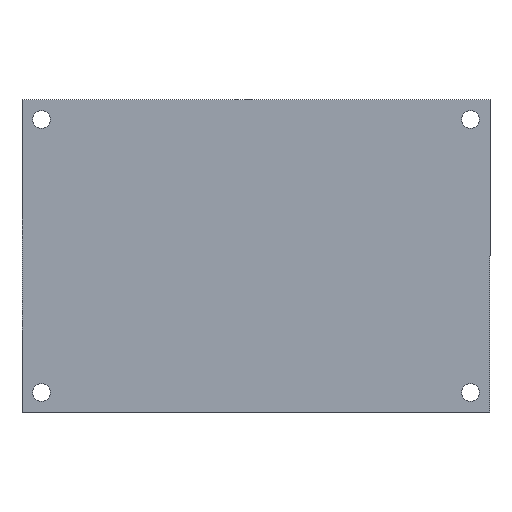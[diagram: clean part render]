
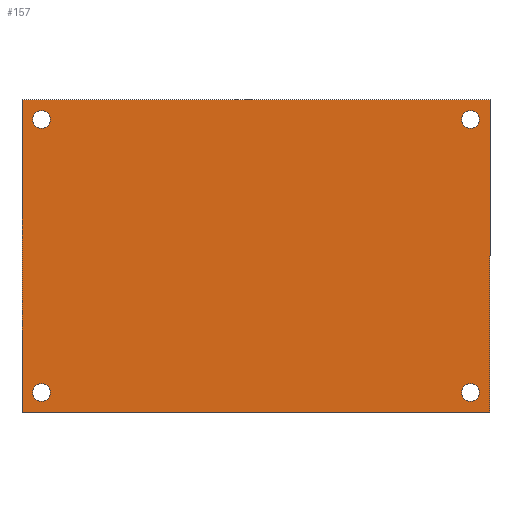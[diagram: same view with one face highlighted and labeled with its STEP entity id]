
A CAD part, front view. The second image highlights one B-rep face of the part: STEP entity #157.
In plain terms, the highlighted planar face has unit normal (0, -1, 0).
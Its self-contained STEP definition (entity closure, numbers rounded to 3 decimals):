
#9 = ORIENTED_EDGE ( 'NONE', *, *, #263, .T. ) ;
#12 = EDGE_CURVE ( 'NONE', #327, #255, #19, .T. ) ;
#15 = ORIENTED_EDGE ( 'NONE', *, *, #271, .F. ) ;
#19 = CIRCLE ( 'NONE', #459, 1.14 ) ;
#20 = AXIS2_PLACEMENT_3D ( 'NONE', #253, #136, #442 ) ;
#25 = CARTESIAN_POINT ( 'NONE',  ( 27.5, 0., 8.64 ) ) ;
#28 = LINE ( 'NONE', #385, #262 ) ;
#36 = DIRECTION ( 'NONE',  ( -1., 0., 0. ) ) ;
#43 = CARTESIAN_POINT ( 'NONE',  ( -30., 0., 10. ) ) ;
#45 = DIRECTION ( 'NONE',  ( 0., 0., 1. ) ) ;
#46 = ORIENTED_EDGE ( 'NONE', *, *, #167, .T. ) ;
#47 = DIRECTION ( 'NONE',  ( 0., 1., 0. ) ) ;
#48 = VERTEX_POINT ( 'NONE', #25 ) ;
#55 = CARTESIAN_POINT ( 'NONE',  ( 27.5, 0., 7.5 ) ) ;
#59 = CIRCLE ( 'NONE', #372, 1.14 ) ;
#60 = DIRECTION ( 'NONE',  ( 0., 1., 0. ) ) ;
#68 = DIRECTION ( 'NONE',  ( 0., 1., 0. ) ) ;
#69 = CARTESIAN_POINT ( 'NONE',  ( -27.5, 0., 7.5 ) ) ;
#72 = DIRECTION ( 'NONE',  ( 0., 1., 0. ) ) ;
#75 = LINE ( 'NONE', #375, #176 ) ;
#87 = VERTEX_POINT ( 'NONE', #303 ) ;
#88 = CARTESIAN_POINT ( 'NONE',  ( -27.5, 0., -27.5 ) ) ;
#89 = EDGE_CURVE ( 'NONE', #48, #472, #161, .T. ) ;
#98 = CARTESIAN_POINT ( 'NONE',  ( -27.5, 0., -28.64 ) ) ;
#101 = LINE ( 'NONE', #366, #170 ) ;
#117 = EDGE_CURVE ( 'NONE', #434, #251, #75, .T. ) ;
#127 = AXIS2_PLACEMENT_3D ( 'NONE', #69, #72, #270 ) ;
#129 = ORIENTED_EDGE ( 'NONE', *, *, #89, .T. ) ;
#130 = EDGE_LOOP ( 'NONE', ( #405, #15, #190, #207 ) ) ;
#133 = FACE_BOUND ( 'NONE', #168, .T. ) ;
#136 = DIRECTION ( 'NONE',  ( 0., 1., 0. ) ) ;
#139 = DIRECTION ( 'NONE',  ( 0., 0., 1. ) ) ;
#146 = CARTESIAN_POINT ( 'NONE',  ( 27.5, 0., -28.64 ) ) ;
#153 = EDGE_CURVE ( 'NONE', #255, #327, #204, .T. ) ;
#157 = ADVANCED_FACE ( 'NONE', ( #217, #289, #377, #133, #329 ), #418, .T. ) ;
#161 = CIRCLE ( 'NONE', #230, 1.14 ) ;
#162 = EDGE_LOOP ( 'NONE', ( #210, #408 ) ) ;
#167 = EDGE_CURVE ( 'NONE', #472, #48, #313, .T. ) ;
#168 = EDGE_LOOP ( 'NONE', ( #46, #129 ) ) ;
#170 = VECTOR ( 'NONE', #256, 1000. ) ;
#171 = CIRCLE ( 'NONE', #127, 1.14 ) ;
#176 = VECTOR ( 'NONE', #228, 1000. ) ;
#177 = ORIENTED_EDGE ( 'NONE', *, *, #461, .T. ) ;
#179 = EDGE_LOOP ( 'NONE', ( #286, #9 ) ) ;
#182 = EDGE_CURVE ( 'NONE', #346, #249, #101, .T. ) ;
#187 = CARTESIAN_POINT ( 'NONE',  ( 27.5, 0., -27.5 ) ) ;
#190 = ORIENTED_EDGE ( 'NONE', *, *, #117, .F. ) ;
#203 = CARTESIAN_POINT ( 'NONE',  ( 27.5, 0., -26.36 ) ) ;
#204 = CIRCLE ( 'NONE', #239, 1.14 ) ;
#207 = ORIENTED_EDGE ( 'NONE', *, *, #344, .F. ) ;
#210 = ORIENTED_EDGE ( 'NONE', *, *, #12, .T. ) ;
#216 = VERTEX_POINT ( 'NONE', #290 ) ;
#217 = FACE_BOUND ( 'NONE', #365, .T. ) ;
#224 = CARTESIAN_POINT ( 'NONE',  ( 27.5, 0., 6.36 ) ) ;
#228 = DIRECTION ( 'NONE',  ( 0., 0., -1. ) ) ;
#230 = AXIS2_PLACEMENT_3D ( 'NONE', #496, #60, #452 ) ;
#232 = EDGE_CURVE ( 'NONE', #318, #237, #280, .T. ) ;
#237 = VERTEX_POINT ( 'NONE', #98 ) ;
#239 = AXIS2_PLACEMENT_3D ( 'NONE', #409, #68, #260 ) ;
#249 = VERTEX_POINT ( 'NONE', #43 ) ;
#251 = VERTEX_POINT ( 'NONE', #463 ) ;
#253 = CARTESIAN_POINT ( 'NONE',  ( -27.5, 0., -27.5 ) ) ;
#255 = VERTEX_POINT ( 'NONE', #203 ) ;
#256 = DIRECTION ( 'NONE',  ( 0., 0., 1. ) ) ;
#257 = CARTESIAN_POINT ( 'NONE',  ( -30., 0., -30. ) ) ;
#260 = DIRECTION ( 'NONE',  ( 0., 0., 1. ) ) ;
#262 = VECTOR ( 'NONE', #307, 1000. ) ;
#263 = EDGE_CURVE ( 'NONE', #216, #87, #59, .T. ) ;
#270 = DIRECTION ( 'NONE',  ( 0., 0., 1. ) ) ;
#271 = EDGE_CURVE ( 'NONE', #251, #346, #304, .T. ) ;
#280 = CIRCLE ( 'NONE', #20, 1.14 ) ;
#286 = ORIENTED_EDGE ( 'NONE', *, *, #300, .T. ) ;
#287 = DIRECTION ( 'NONE',  ( 0., 0., 1. ) ) ;
#289 = FACE_BOUND ( 'NONE', #162, .T. ) ;
#290 = CARTESIAN_POINT ( 'NONE',  ( -27.5, 0., 8.64 ) ) ;
#299 = CARTESIAN_POINT ( 'NONE',  ( 0., 0., -30. ) ) ;
#300 = EDGE_CURVE ( 'NONE', #87, #216, #171, .T. ) ;
#303 = CARTESIAN_POINT ( 'NONE',  ( -27.5, 0., 6.36 ) ) ;
#304 = LINE ( 'NONE', #299, #498 ) ;
#307 = DIRECTION ( 'NONE',  ( 1., 0., 0. ) ) ;
#311 = AXIS2_PLACEMENT_3D ( 'NONE', #445, #488, #368 ) ;
#313 = CIRCLE ( 'NONE', #433, 1.14 ) ;
#318 = VERTEX_POINT ( 'NONE', #347 ) ;
#325 = CIRCLE ( 'NONE', #391, 1.14 ) ;
#327 = VERTEX_POINT ( 'NONE', #146 ) ;
#329 = FACE_BOUND ( 'NONE', #179, .T. ) ;
#331 = ORIENTED_EDGE ( 'NONE', *, *, #232, .T. ) ;
#344 = EDGE_CURVE ( 'NONE', #249, #434, #28, .T. ) ;
#346 = VERTEX_POINT ( 'NONE', #257 ) ;
#347 = CARTESIAN_POINT ( 'NONE',  ( -27.5, 0., -26.36 ) ) ;
#365 = EDGE_LOOP ( 'NONE', ( #177, #331 ) ) ;
#366 = CARTESIAN_POINT ( 'NONE',  ( -30., 0., 10. ) ) ;
#368 = DIRECTION ( 'NONE',  ( 0., 0., -1. ) ) ;
#372 = AXIS2_PLACEMENT_3D ( 'NONE', #382, #497, #425 ) ;
#375 = CARTESIAN_POINT ( 'NONE',  ( 30., 0., -30. ) ) ;
#377 = FACE_OUTER_BOUND ( 'NONE', #130, .T. ) ;
#382 = CARTESIAN_POINT ( 'NONE',  ( -27.5, 0., 7.5 ) ) ;
#385 = CARTESIAN_POINT ( 'NONE',  ( 30., 0., 10. ) ) ;
#391 = AXIS2_PLACEMENT_3D ( 'NONE', #88, #47, #45 ) ;
#405 = ORIENTED_EDGE ( 'NONE', *, *, #182, .F. ) ;
#408 = ORIENTED_EDGE ( 'NONE', *, *, #153, .T. ) ;
#409 = CARTESIAN_POINT ( 'NONE',  ( 27.5, 0., -27.5 ) ) ;
#418 = PLANE ( 'NONE',  #311 ) ;
#425 = DIRECTION ( 'NONE',  ( 0., 0., 1. ) ) ;
#433 = AXIS2_PLACEMENT_3D ( 'NONE', #55, #478, #287 ) ;
#434 = VERTEX_POINT ( 'NONE', #473 ) ;
#442 = DIRECTION ( 'NONE',  ( 0., 0., 1. ) ) ;
#445 = CARTESIAN_POINT ( 'NONE',  ( 0., 0., 0. ) ) ;
#452 = DIRECTION ( 'NONE',  ( 0., 0., 1. ) ) ;
#459 = AXIS2_PLACEMENT_3D ( 'NONE', #187, #493, #139 ) ;
#461 = EDGE_CURVE ( 'NONE', #237, #318, #325, .T. ) ;
#463 = CARTESIAN_POINT ( 'NONE',  ( 30., 0., -30. ) ) ;
#472 = VERTEX_POINT ( 'NONE', #224 ) ;
#473 = CARTESIAN_POINT ( 'NONE',  ( 30., 0., 10. ) ) ;
#478 = DIRECTION ( 'NONE',  ( 0., 1., 0. ) ) ;
#488 = DIRECTION ( 'NONE',  ( 0., -1., 0. ) ) ;
#493 = DIRECTION ( 'NONE',  ( 0., 1., 0. ) ) ;
#496 = CARTESIAN_POINT ( 'NONE',  ( 27.5, 0., 7.5 ) ) ;
#497 = DIRECTION ( 'NONE',  ( 0., 1., 0. ) ) ;
#498 = VECTOR ( 'NONE', #36, 1000. ) ;
